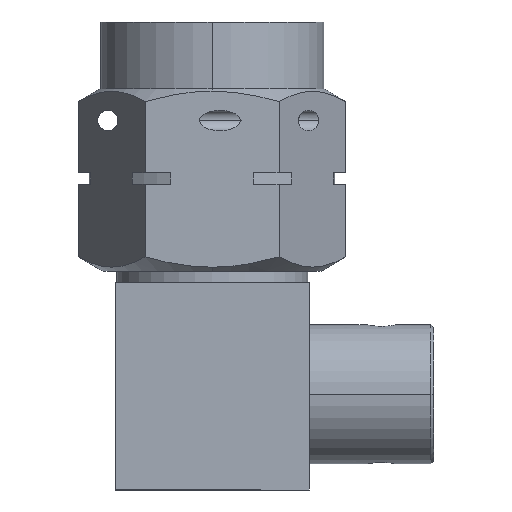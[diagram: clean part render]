
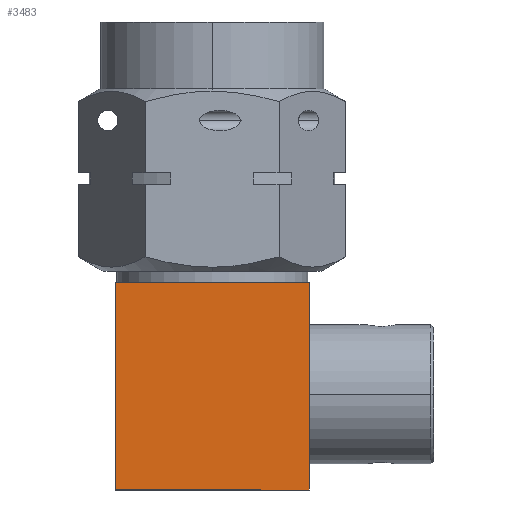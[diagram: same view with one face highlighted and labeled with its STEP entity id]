
A CAD part, left-side view. The second image highlights one B-rep face of the part: STEP entity #3483.
In plain terms, the highlighted planar face has unit normal (-1, 0, 0).
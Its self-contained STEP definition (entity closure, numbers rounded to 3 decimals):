
#66 = VECTOR ( 'NONE', #1164, 1000. ) ;
#124 = VERTEX_POINT ( 'NONE', #1180 ) ;
#148 = LINE ( 'NONE', #2254, #3343 ) ;
#544 = EDGE_CURVE ( 'NONE', #1618, #4026, #4537, .T. ) ;
#573 = PLANE ( 'NONE',  #4101 ) ;
#699 = CARTESIAN_POINT ( 'NONE',  ( -3.35, 2.5, -16.15 ) ) ;
#701 = ORIENTED_EDGE ( 'NONE', *, *, #3745, .F. ) ;
#717 = VECTOR ( 'NONE', #3019, 1000. ) ;
#1130 = LINE ( 'NONE', #3714, #717 ) ;
#1164 = DIRECTION ( 'NONE',  ( 0., 1., 0. ) ) ;
#1180 = CARTESIAN_POINT ( 'NONE',  ( -3.35, -3.35, -9. ) ) ;
#1618 = VERTEX_POINT ( 'NONE', #3398 ) ;
#1629 = EDGE_CURVE ( 'NONE', #124, #3582, #2502, .T. ) ;
#2233 = DIRECTION ( 'NONE',  ( 0., -1., 0. ) ) ;
#2254 = CARTESIAN_POINT ( 'NONE',  ( -3.35, 3.35, -22.85 ) ) ;
#2502 = LINE ( 'NONE', #4088, #66 ) ;
#2526 = ORIENTED_EDGE ( 'NONE', *, *, #1629, .T. ) ;
#2581 = CARTESIAN_POINT ( 'NONE',  ( -3.35, -3.35, -16.15 ) ) ;
#2639 = DIRECTION ( 'NONE',  ( 0., 0., 1. ) ) ;
#2784 = CARTESIAN_POINT ( 'NONE',  ( -3.35, -3.35, -22.85 ) ) ;
#3019 = DIRECTION ( 'NONE',  ( 0., 0., 1. ) ) ;
#3088 = EDGE_LOOP ( 'NONE', ( #4485, #4034, #2526, #701 ) ) ;
#3175 = DIRECTION ( 'NONE',  ( 0., -1., 0. ) ) ;
#3343 = VECTOR ( 'NONE', #2639, 1000. ) ;
#3398 = CARTESIAN_POINT ( 'NONE',  ( -3.35, 3.35, -16.15 ) ) ;
#3483 = ADVANCED_FACE ( 'NONE', ( #3683 ), #573, .F. ) ;
#3582 = VERTEX_POINT ( 'NONE', #3684 ) ;
#3683 = FACE_OUTER_BOUND ( 'NONE', #3088, .T. ) ;
#3684 = CARTESIAN_POINT ( 'NONE',  ( -3.35, 3.35, -9. ) ) ;
#3714 = CARTESIAN_POINT ( 'NONE',  ( -3.35, -3.35, -22.85 ) ) ;
#3745 = EDGE_CURVE ( 'NONE', #1618, #3582, #148, .T. ) ;
#4026 = VERTEX_POINT ( 'NONE', #2581 ) ;
#4028 = EDGE_CURVE ( 'NONE', #4026, #124, #1130, .T. ) ;
#4034 = ORIENTED_EDGE ( 'NONE', *, *, #4028, .T. ) ;
#4079 = VECTOR ( 'NONE', #2233, 1000. ) ;
#4088 = CARTESIAN_POINT ( 'NONE',  ( -3.35, 8.5, -9. ) ) ;
#4101 = AXIS2_PLACEMENT_3D ( 'NONE', #2784, #4650, #3175 ) ;
#4485 = ORIENTED_EDGE ( 'NONE', *, *, #544, .T. ) ;
#4537 = LINE ( 'NONE', #699, #4079 ) ;
#4650 = DIRECTION ( 'NONE',  ( 1., 0., 0. ) ) ;
